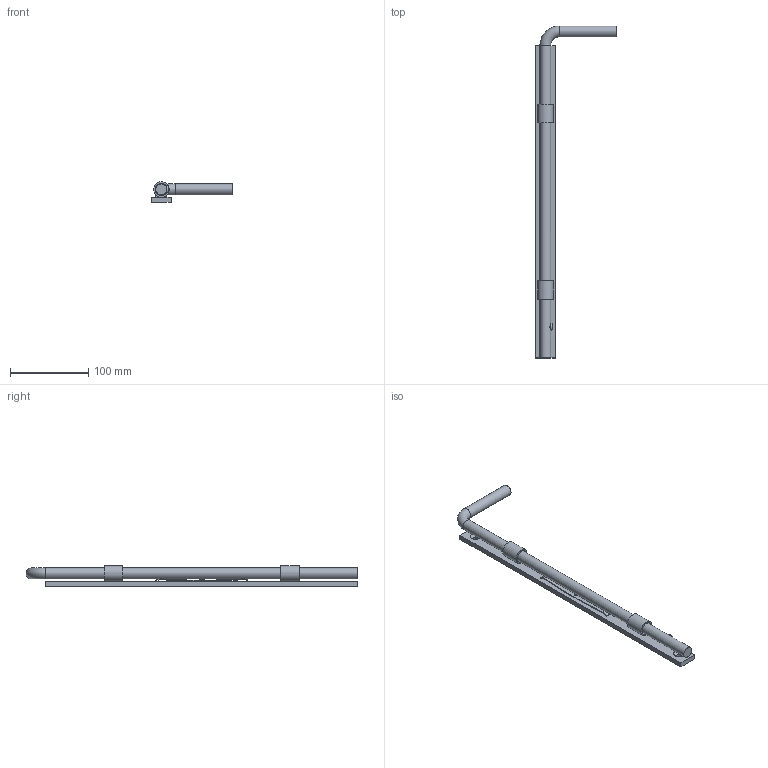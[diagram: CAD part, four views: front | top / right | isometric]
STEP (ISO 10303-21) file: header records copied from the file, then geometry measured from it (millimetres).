
FILE_DESCRIPTION (( 'STEP AP203' ), '1' );
FILE_NAME ('3826-R.STEP', '2021-08-09T14:20:43', ( '' ), ( '' ), 'SwSTEP 2.0', 'SolidWorks 2018', '' );
FILE_SCHEMA (( 'CONFIG_CONTROL_DESIGN' ));
Length unit declared in the file: millimetre
Products named in the file (2): 3826-R
Bounding box: 103.5 x 425 x 26.5 mm (x, y, z)
Volume: 148616.9 mm3; surface area: 57589.8 mm2
Topology: 5 solids, 5 shells, 240 faces, 617 edges, 410 vertices
Faces by surface type: plane 120, bspline 99, cylinder 17, torus 2, cone 2
Full cylindrical faces by diameter (mm): 6.75 x2, 7 x1, 14 x2, 16 x2, 20 x2
Entity records: 12429 total; most frequent: CARTESIAN_POINT 7139, ORIENTED_EDGE 1204, DIRECTION 720, EDGE_CURVE 602, VERTEX_POINT 408, VECTOR 366, LINE 366, EDGE_LOOP 284
